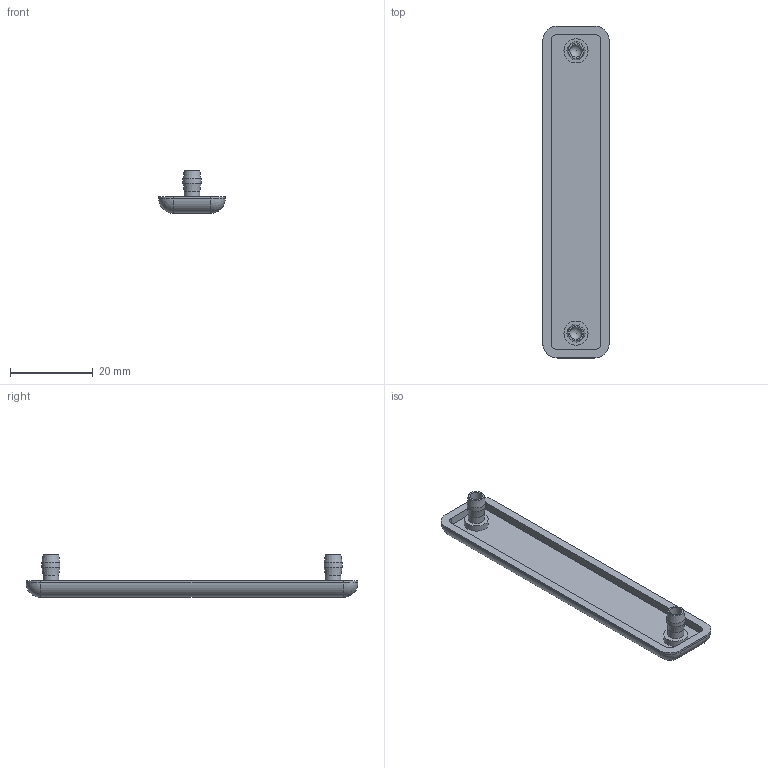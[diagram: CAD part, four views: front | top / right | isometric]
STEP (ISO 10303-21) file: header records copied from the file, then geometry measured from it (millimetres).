
FILE_DESCRIPTION((''),'2;1');
FILE_NAME('SZ0031S-A.stp','2013-08-20T08:09:24',('janine behrens'),(''),'Autodesk Inventor 2012','Autodesk Inventor 2012','');
FILE_SCHEMA(('AUTOMOTIVE_DESIGN { 1 0 10303 214 1 1 1 1 }'));
Length unit declared in the file: millimetre
Products named in the file (1): SZ0031S-A
Bounding box: 16 x 80 x 10.3 mm (x, y, z)
Volume: 2951.3 mm3; surface area: 3681.7 mm2
Topology: 1 solids, 1 shells, 45 faces, 99 edges, 60 vertices
Faces by surface type: cylinder 20, plane 15, sphere 6, cone 4
Full cylindrical faces by diameter (mm): 3 x2, 3.8 x2, 4.35 x2, 5.8 x2
Entity records: 1130 total; most frequent: DIRECTION 212, CARTESIAN_POINT 178, ORIENTED_EDGE 156, AXIS2_PLACEMENT_3D 88, EDGE_CURVE 78, EDGE_LOOP 64, VERTEX_POINT 54, FACE_OUTER_BOUND 45
